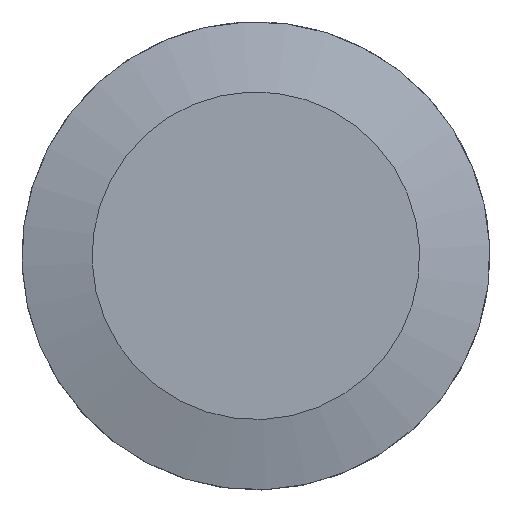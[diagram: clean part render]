
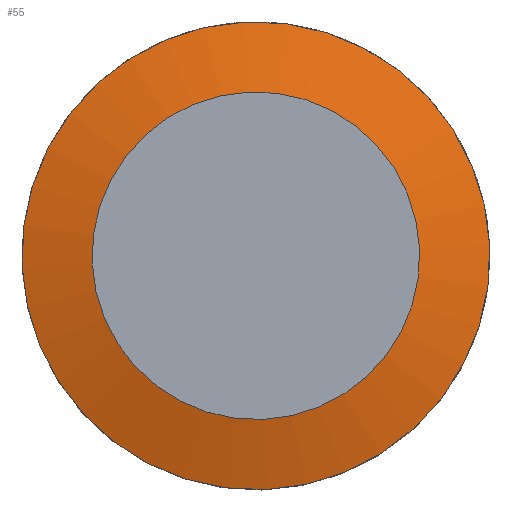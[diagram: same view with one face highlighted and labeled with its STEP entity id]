
A CAD part, top view. The second image highlights one B-rep face of the part: STEP entity #55.
In plain terms, the highlighted conical face has half-angle 75.069 degrees and reference radius 10.5 mm.
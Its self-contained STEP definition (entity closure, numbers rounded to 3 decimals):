
#42=CONICAL_SURFACE('',#105,10.5,75.069);
#47=FACE_BOUND('',#67,.T.);
#48=FACE_BOUND('',#68,.T.);
#55=ADVANCED_FACE('',(#47,#48),#42,.T.);
#67=EDGE_LOOP('',(#77));
#68=EDGE_LOOP('',(#78));
#77=ORIENTED_EDGE('',*,*,#90,.F.);
#78=ORIENTED_EDGE('',*,*,#89,.T.);
#84=VERTEX_POINT('',#137);
#85=VERTEX_POINT('',#140);
#89=EDGE_CURVE('',#84,#84,#94,.T.);
#90=EDGE_CURVE('',#85,#85,#95,.T.);
#94=CIRCLE('',#100,10.5);
#95=CIRCLE('',#102,15.);
#100=AXIS2_PLACEMENT_3D('',#136,#113,#114);
#102=AXIS2_PLACEMENT_3D('',#139,#117,#118);
#105=AXIS2_PLACEMENT_3D('',#144,#123,#124);
#113=DIRECTION('',(0.,0.,-1.));
#114=DIRECTION('',(-0.924,-0.383,0.));
#117=DIRECTION('',(0.,0.,-1.));
#118=DIRECTION('',(-0.924,-0.383,0.));
#123=DIRECTION('',(0.,0.,-1.));
#124=DIRECTION('',(-0.924,-0.383,0.));
#136=CARTESIAN_POINT('',(0.,0.,10.));
#137=CARTESIAN_POINT('',(-9.699,-4.022,10.));
#139=CARTESIAN_POINT('',(0.,0.,8.8));
#140=CARTESIAN_POINT('',(-13.856,-5.746,8.8));
#144=CARTESIAN_POINT('',(0.,0.,10.));
